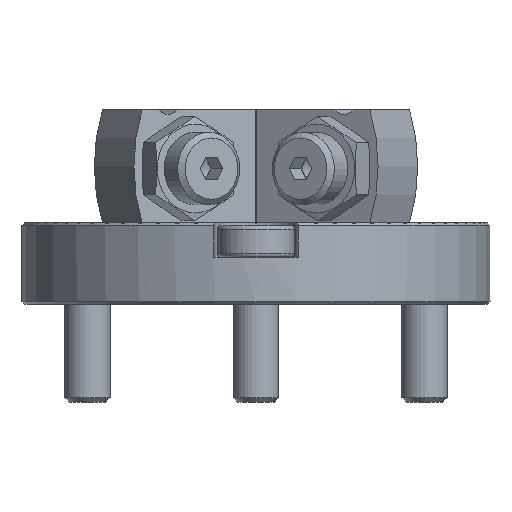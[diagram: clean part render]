
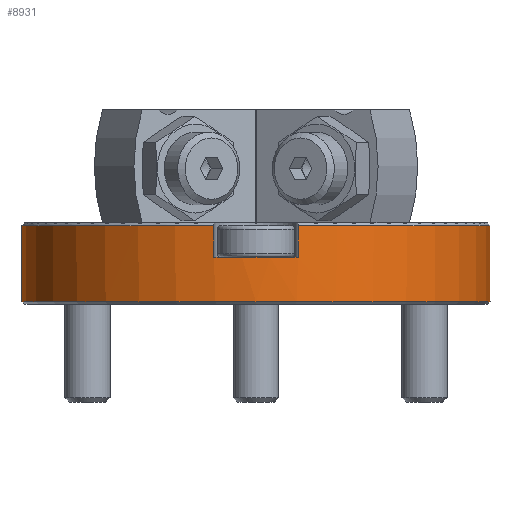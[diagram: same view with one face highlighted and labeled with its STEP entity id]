
A CAD part, front view. The second image highlights one B-rep face of the part: STEP entity #8931.
In plain terms, the highlighted cylindrical face has radius 25.85 mm (diameter 51.7 mm), a full revolution.
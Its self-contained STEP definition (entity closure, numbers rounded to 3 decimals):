
#316=CYLINDRICAL_SURFACE('',#10313,25.85);
#591=LINE('',#14338,#1386);
#592=LINE('',#14343,#1387);
#593=LINE('',#14347,#1388);
#594=LINE('',#14351,#1389);
#595=LINE('',#14355,#1390);
#596=LINE('',#14359,#1391);
#1386=VECTOR('',#11511,1000.);
#1387=VECTOR('',#11514,1000.);
#1388=VECTOR('',#11517,1000.);
#1389=VECTOR('',#11520,1000.);
#1390=VECTOR('',#11523,1000.);
#1391=VECTOR('',#11526,1000.);
#2266=ORIENTED_EDGE('',*,*,#4934,.T.);
#2267=ORIENTED_EDGE('',*,*,#4935,.T.);
#2268=ORIENTED_EDGE('',*,*,#4936,.T.);
#2269=ORIENTED_EDGE('',*,*,#4937,.T.);
#2270=ORIENTED_EDGE('',*,*,#4938,.T.);
#2271=ORIENTED_EDGE('',*,*,#4939,.T.);
#2272=ORIENTED_EDGE('',*,*,#4940,.T.);
#2273=ORIENTED_EDGE('',*,*,#4941,.T.);
#2274=ORIENTED_EDGE('',*,*,#4942,.T.);
#2275=ORIENTED_EDGE('',*,*,#4943,.T.);
#2276=ORIENTED_EDGE('',*,*,#4944,.T.);
#2277=ORIENTED_EDGE('',*,*,#4945,.T.);
#2278=ORIENTED_EDGE('',*,*,#4946,.F.);
#4934=EDGE_CURVE('',#6268,#6269,#591,.F.);
#4935=EDGE_CURVE('',#6269,#6270,#7000,.T.);
#4936=EDGE_CURVE('',#6270,#6271,#592,.T.);
#4937=EDGE_CURVE('',#6271,#6272,#7001,.F.);
#4938=EDGE_CURVE('',#6272,#6273,#593,.F.);
#4939=EDGE_CURVE('',#6273,#6274,#7002,.T.);
#4940=EDGE_CURVE('',#6274,#6275,#594,.T.);
#4941=EDGE_CURVE('',#6275,#6276,#7003,.F.);
#4942=EDGE_CURVE('',#6276,#6277,#595,.F.);
#4943=EDGE_CURVE('',#6277,#6278,#7004,.T.);
#4944=EDGE_CURVE('',#6278,#6279,#596,.T.);
#4945=EDGE_CURVE('',#6279,#6268,#7005,.F.);
#4946=EDGE_CURVE('',#6280,#6280,#7006,.T.);
#6268=VERTEX_POINT('',#14339);
#6269=VERTEX_POINT('',#14340);
#6270=VERTEX_POINT('',#14342);
#6271=VERTEX_POINT('',#14344);
#6272=VERTEX_POINT('',#14346);
#6273=VERTEX_POINT('',#14348);
#6274=VERTEX_POINT('',#14350);
#6275=VERTEX_POINT('',#14352);
#6276=VERTEX_POINT('',#14354);
#6277=VERTEX_POINT('',#14356);
#6278=VERTEX_POINT('',#14358);
#6279=VERTEX_POINT('',#14360);
#6280=VERTEX_POINT('',#14363);
#7000=CIRCLE('',#10314,25.85);
#7001=CIRCLE('',#10315,25.85);
#7002=CIRCLE('',#10316,25.85);
#7003=CIRCLE('',#10317,25.85);
#7004=CIRCLE('',#10318,25.85);
#7005=CIRCLE('',#10319,25.85);
#7006=CIRCLE('',#10320,25.85);
#7311=EDGE_LOOP('',(#2266,#2267,#2268,#2269,#2270,#2271,#2272,#2273,#2274,
#2275,#2276,#2277));
#7312=EDGE_LOOP('',(#2278));
#7937=FACE_BOUND('',#7311,.T.);
#7938=FACE_BOUND('',#7312,.T.);
#8931=ADVANCED_FACE('',(#7937,#7938),#316,.T.);
#10313=AXIS2_PLACEMENT_3D('',#14337,#11509,#11510);
#10314=AXIS2_PLACEMENT_3D('',#14341,#11512,#11513);
#10315=AXIS2_PLACEMENT_3D('',#14345,#11515,#11516);
#10316=AXIS2_PLACEMENT_3D('',#14349,#11518,#11519);
#10317=AXIS2_PLACEMENT_3D('',#14353,#11521,#11522);
#10318=AXIS2_PLACEMENT_3D('',#14357,#11524,#11525);
#10319=AXIS2_PLACEMENT_3D('',#14361,#11527,#11528);
#10320=AXIS2_PLACEMENT_3D('',#14362,#11529,#11530);
#11509=DIRECTION('',(0.,0.,-1.));
#11510=DIRECTION('',(-1.,0.,0.));
#11511=DIRECTION('',(0.,0.,-1.));
#11512=DIRECTION('',(0.,0.,-1.));
#11513=DIRECTION('',(-1.,0.,0.));
#11514=DIRECTION('',(0.,0.,-1.));
#11515=DIRECTION('',(0.,0.,1.));
#11516=DIRECTION('',(1.,0.,0.));
#11517=DIRECTION('',(0.,0.,-1.));
#11518=DIRECTION('',(0.,0.,-1.));
#11519=DIRECTION('',(-1.,0.,0.));
#11520=DIRECTION('',(0.,0.,-1.));
#11521=DIRECTION('',(0.,0.,1.));
#11522=DIRECTION('',(1.,0.,0.));
#11523=DIRECTION('',(0.,0.,-1.));
#11524=DIRECTION('',(0.,0.,-1.));
#11525=DIRECTION('',(-1.,0.,0.));
#11526=DIRECTION('',(0.,0.,-1.));
#11527=DIRECTION('',(0.,0.,1.));
#11528=DIRECTION('',(1.,0.,0.));
#11529=DIRECTION('',(0.,0.,-1.));
#11530=DIRECTION('',(-1.,0.,0.));
#14337=CARTESIAN_POINT('',(0.,0.,0.));
#14338=CARTESIAN_POINT('',(-19.697,16.741,0.));
#14339=CARTESIAN_POINT('',(-19.697,16.741,5.2));
#14340=CARTESIAN_POINT('',(-19.697,16.741,8.7));
#14341=CARTESIAN_POINT('',(0.,0.,8.7));
#14342=CARTESIAN_POINT('',(19.697,16.741,8.7));
#14343=CARTESIAN_POINT('',(19.697,16.741,0.));
#14344=CARTESIAN_POINT('',(19.697,16.741,5.2));
#14345=CARTESIAN_POINT('',(0.,0.,5.2));
#14346=CARTESIAN_POINT('',(24.347,8.687,5.2));
#14347=CARTESIAN_POINT('',(24.347,8.687,0.));
#14348=CARTESIAN_POINT('',(24.347,8.687,8.7));
#14349=CARTESIAN_POINT('',(0.,0.,8.7));
#14350=CARTESIAN_POINT('',(4.65,-25.428,8.7));
#14351=CARTESIAN_POINT('',(4.65,-25.428,0.));
#14352=CARTESIAN_POINT('',(4.65,-25.428,5.2));
#14353=CARTESIAN_POINT('',(0.,0.,5.2));
#14354=CARTESIAN_POINT('',(-4.65,-25.428,5.2));
#14355=CARTESIAN_POINT('',(-4.65,-25.428,0.));
#14356=CARTESIAN_POINT('',(-4.65,-25.428,8.7));
#14357=CARTESIAN_POINT('',(0.,0.,8.7));
#14358=CARTESIAN_POINT('',(-24.347,8.687,8.7));
#14359=CARTESIAN_POINT('',(-24.347,8.687,0.));
#14360=CARTESIAN_POINT('',(-24.347,8.687,5.2));
#14361=CARTESIAN_POINT('',(0.,0.,5.2));
#14362=CARTESIAN_POINT('',(0.,0.,0.3));
#14363=CARTESIAN_POINT('',(-25.85,0.,0.3));
